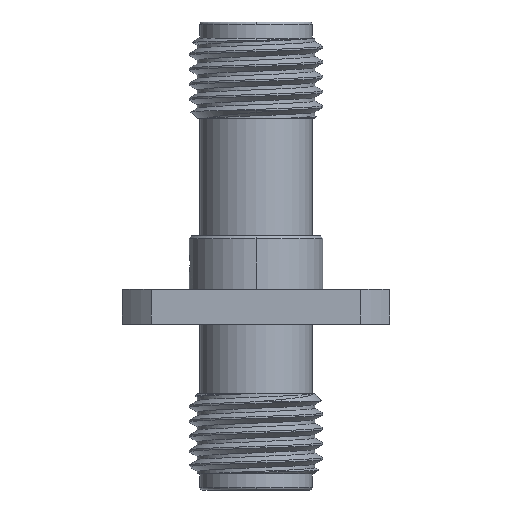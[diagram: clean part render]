
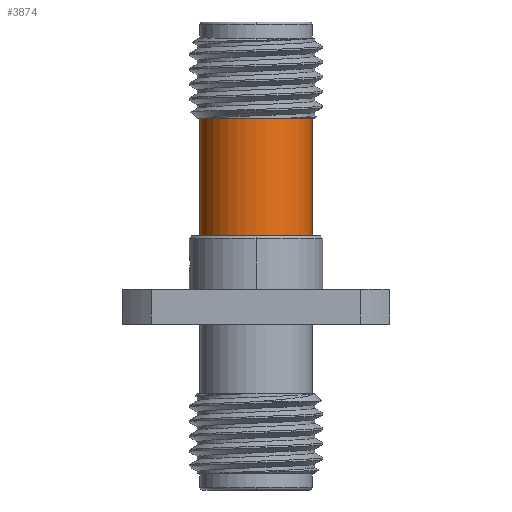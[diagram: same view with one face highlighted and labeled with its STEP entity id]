
A CAD part, left-side view. The second image highlights one B-rep face of the part: STEP entity #3874.
In plain terms, the highlighted cylindrical face has radius 2.667 mm (diameter 5.334 mm), a partial arc.
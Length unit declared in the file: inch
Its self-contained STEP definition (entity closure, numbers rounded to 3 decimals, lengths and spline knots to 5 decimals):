
#141 = CARTESIAN_POINT ( 'NONE',  ( 0., 0., 0.32 ) ) ;
#277 = EDGE_CURVE ( 'NONE', #4189, #1968, #5115, .T. ) ;
#424 = EDGE_CURVE ( 'NONE', #4189, #1695, #3973, .T. ) ;
#772 = CARTESIAN_POINT ( 'NONE',  ( 0., 0.105, 0.1 ) ) ;
#957 = DIRECTION ( 'NONE',  ( 0., -1., 0. ) ) ;
#1081 = CARTESIAN_POINT ( 'NONE',  ( 0., 0.105, 0.32 ) ) ;
#1383 = EDGE_LOOP ( 'NONE', ( #1935, #6675, #6442, #3055 ) ) ;
#1485 = CARTESIAN_POINT ( 'NONE',  ( 0., 0., 0.74043 ) ) ;
#1525 = AXIS2_PLACEMENT_3D ( 'NONE', #141, #5568, #6166 ) ;
#1695 = VERTEX_POINT ( 'NONE', #1081 ) ;
#1935 = ORIENTED_EDGE ( 'NONE', *, *, #424, .F. ) ;
#1968 = VERTEX_POINT ( 'NONE', #5891 ) ;
#2032 = FACE_OUTER_BOUND ( 'NONE', #1383, .T. ) ;
#2034 = LINE ( 'NONE', #2640, #2111 ) ;
#2067 = CARTESIAN_POINT ( 'NONE',  ( 0., -0.105, 0.32 ) ) ;
#2097 = AXIS2_PLACEMENT_3D ( 'NONE', #1485, #3679, #957 ) ;
#2111 = VECTOR ( 'NONE', #4223, 39.37008 ) ;
#2581 = DIRECTION ( 'NONE',  ( 0., -1., 0. ) ) ;
#2640 = CARTESIAN_POINT ( 'NONE',  ( 0., -0.105, 0.74043 ) ) ;
#2806 = VERTEX_POINT ( 'NONE', #2067 ) ;
#3055 = ORIENTED_EDGE ( 'NONE', *, *, #5635, .F. ) ;
#3679 = DIRECTION ( 'NONE',  ( 0., 0., 1. ) ) ;
#3706 = CIRCLE ( 'NONE', #1525, 0.105 ) ;
#3874 = ADVANCED_FACE ( 'NONE', ( #2032 ), #6404, .T. ) ;
#3973 = LINE ( 'NONE', #5592, #5472 ) ;
#4189 = VERTEX_POINT ( 'NONE', #772 ) ;
#4223 = DIRECTION ( 'NONE',  ( 0., 0., 1. ) ) ;
#5115 = CIRCLE ( 'NONE', #5342, 0.105 ) ;
#5342 = AXIS2_PLACEMENT_3D ( 'NONE', #5348, #5964, #2581 ) ;
#5348 = CARTESIAN_POINT ( 'NONE',  ( 0., 0., 0.1 ) ) ;
#5472 = VECTOR ( 'NONE', #5724, 39.37008 ) ;
#5568 = DIRECTION ( 'NONE',  ( 0., 0., 1. ) ) ;
#5592 = CARTESIAN_POINT ( 'NONE',  ( 0., 0.105, 0.74043 ) ) ;
#5635 = EDGE_CURVE ( 'NONE', #1695, #2806, #3706, .T. ) ;
#5724 = DIRECTION ( 'NONE',  ( 0., 0., 1. ) ) ;
#5891 = CARTESIAN_POINT ( 'NONE',  ( 0., -0.105, 0.1 ) ) ;
#5964 = DIRECTION ( 'NONE',  ( 0., 0., 1. ) ) ;
#6132 = EDGE_CURVE ( 'NONE', #1968, #2806, #2034, .T. ) ;
#6166 = DIRECTION ( 'NONE',  ( 0., -1., 0. ) ) ;
#6404 = CYLINDRICAL_SURFACE ( 'NONE', #2097, 0.105 ) ;
#6442 = ORIENTED_EDGE ( 'NONE', *, *, #6132, .T. ) ;
#6675 = ORIENTED_EDGE ( 'NONE', *, *, #277, .T. ) ;
